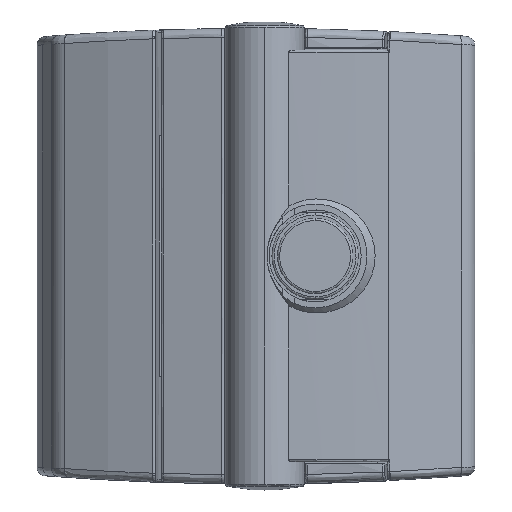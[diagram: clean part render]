
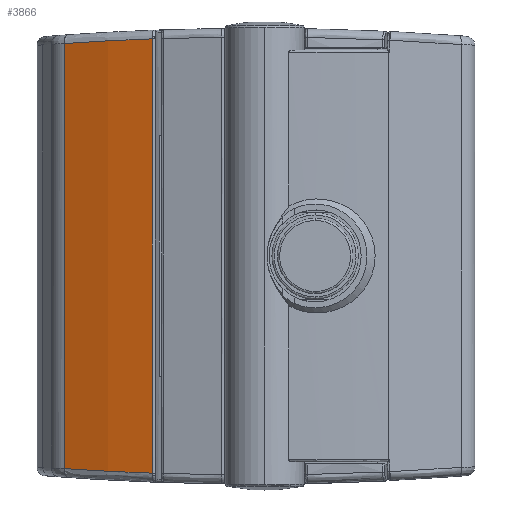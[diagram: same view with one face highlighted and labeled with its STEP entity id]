
A CAD part, top view. The second image highlights one B-rep face of the part: STEP entity #3866.
In plain terms, the highlighted free-form (B-spline) face has degree [3, 1] with [4, 2] control points.
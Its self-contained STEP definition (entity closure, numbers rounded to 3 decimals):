
#323 = CARTESIAN_POINT ( 'NONE',  ( -15.646, 249.585, 35.789 ) ) ;
#762 = CARTESIAN_POINT ( 'NONE',  ( -19.113, 150.541, 34.645 ) ) ;
#766 = VERTEX_POINT ( 'NONE', #7319 ) ;
#1192 = ORIENTED_EDGE ( 'NONE', *, *, #15983, .F. ) ;
#2176 = EDGE_CURVE ( 'NONE', #7545, #15685, #11063, .T. ) ;
#2202 = CARTESIAN_POINT ( 'NONE',  ( -35.771, 248.533, 27.209 ) ) ;
#2389 = CARTESIAN_POINT ( 'NONE',  ( -35.771, 151.467, 27.209 ) ) ;
#3101 = CARTESIAN_POINT ( 'NONE',  ( -15.646, 200., 35.789 ) ) ;
#3714 = EDGE_LOOP ( 'NONE', ( #16294, #8216, #1192, #6847 ) ) ;
#3839 = CARTESIAN_POINT ( 'NONE',  ( -32.549, 151.247, 28.916 ) ) ;
#3866 = ADVANCED_FACE ( 'NONE', ( #18260 ), #5236, .T. ) ;
#4919 = CARTESIAN_POINT ( 'NONE',  ( -22.536, 150.693, 33.354 ) ) ;
#5236 = B_SPLINE_SURFACE_WITH_KNOTS ( 'NONE', 3, 1, ( 
 ( #6758, #18550 ),
 ( #14151, #17046 ),
 ( #9917, #5589 ),
 ( #16885, #17107 ) ),
 .UNSPECIFIED., .F., .F., .F.,
 ( 4, 4 ),
 ( 2, 2 ),
 ( 0., 0.022 ),
 ( 0., 1. ),
 .UNSPECIFIED. ) ;
#5380 = CARTESIAN_POINT ( 'NONE',  ( -22.534, 249.307, 33.354 ) ) ;
#5589 = CARTESIAN_POINT ( 'NONE',  ( -22.599, 250.18, 33.494 ) ) ;
#5854 = B_SPLINE_CURVE_WITH_KNOTS ( 'NONE', 3,
 ( #12534, #16935, #12594, #5380, #15754, #13774 ),
 .UNSPECIFIED., .F., .F.,
 ( 4, 2, 4 ),
 ( 0., 0.5, 1. ),
 .UNSPECIFIED. ) ;
#5925 = CARTESIAN_POINT ( 'NONE',  ( -15.646, 150.415, 35.789 ) ) ;
#6004 = VERTEX_POINT ( 'NONE', #2202 ) ;
#6756 = B_SPLINE_CURVE_WITH_KNOTS ( 'NONE', 3,
 ( #18033, #762, #4919, #15395, #3839, #2389 ),
 .UNSPECIFIED., .F., .F.,
 ( 4, 2, 4 ),
 ( 0., 0.5, 1. ),
 .UNSPECIFIED. ) ;
#6758 = CARTESIAN_POINT ( 'NONE',  ( -35.771, 149.82, 27.209 ) ) ;
#6847 = ORIENTED_EDGE ( 'NONE', *, *, #2176, .T. ) ;
#7242 = VECTOR ( 'NONE', #10362, 1000. ) ;
#7319 = CARTESIAN_POINT ( 'NONE',  ( -35.771, 151.467, 27.209 ) ) ;
#7545 = VERTEX_POINT ( 'NONE', #5925 ) ;
#8216 = ORIENTED_EDGE ( 'NONE', *, *, #9508, .T. ) ;
#8470 = CARTESIAN_POINT ( 'NONE',  ( -35.771, 200., 27.209 ) ) ;
#9508 = EDGE_CURVE ( 'NONE', #6004, #766, #14170, .T. ) ;
#9917 = CARTESIAN_POINT ( 'NONE',  ( -22.599, 149.82, 33.494 ) ) ;
#10362 = DIRECTION ( 'NONE',  ( 0., 1., 0. ) ) ;
#11063 = LINE ( 'NONE', #3101, #7242 ) ;
#12534 = CARTESIAN_POINT ( 'NONE',  ( -35.771, 248.533, 27.209 ) ) ;
#12594 = CARTESIAN_POINT ( 'NONE',  ( -29.249, 248.954, 30.492 ) ) ;
#12620 = DIRECTION ( 'NONE',  ( 0., -1., 0. ) ) ;
#13456 = VECTOR ( 'NONE', #12620, 1000. ) ;
#13774 = CARTESIAN_POINT ( 'NONE',  ( -15.646, 249.585, 35.789 ) ) ;
#14151 = CARTESIAN_POINT ( 'NONE',  ( -29.306, 149.82, 30.634 ) ) ;
#14170 = LINE ( 'NONE', #8470, #13456 ) ;
#14853 = EDGE_CURVE ( 'NONE', #6004, #15685, #5854, .T. ) ;
#15395 = CARTESIAN_POINT ( 'NONE',  ( -29.25, 151.046, 30.491 ) ) ;
#15685 = VERTEX_POINT ( 'NONE', #323 ) ;
#15754 = CARTESIAN_POINT ( 'NONE',  ( -19.113, 249.459, 34.645 ) ) ;
#15983 = EDGE_CURVE ( 'NONE', #7545, #766, #6756, .T. ) ;
#16294 = ORIENTED_EDGE ( 'NONE', *, *, #14853, .F. ) ;
#16885 = CARTESIAN_POINT ( 'NONE',  ( -15.646, 149.82, 35.789 ) ) ;
#16935 = CARTESIAN_POINT ( 'NONE',  ( -32.548, 248.753, 28.917 ) ) ;
#17046 = CARTESIAN_POINT ( 'NONE',  ( -29.306, 250.18, 30.634 ) ) ;
#17107 = CARTESIAN_POINT ( 'NONE',  ( -15.646, 250.18, 35.789 ) ) ;
#18033 = CARTESIAN_POINT ( 'NONE',  ( -15.646, 150.415, 35.789 ) ) ;
#18260 = FACE_OUTER_BOUND ( 'NONE', #3714, .T. ) ;
#18550 = CARTESIAN_POINT ( 'NONE',  ( -35.771, 250.18, 27.209 ) ) ;
